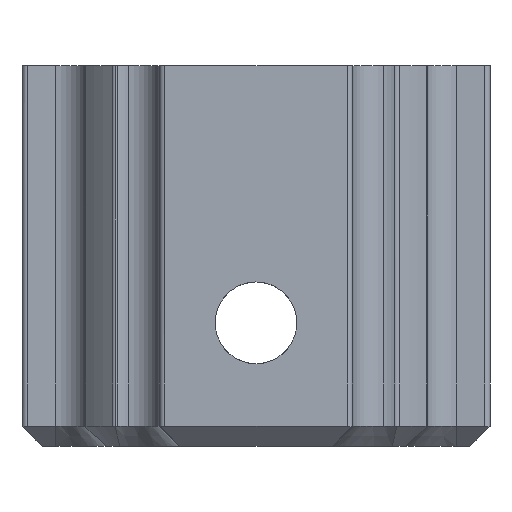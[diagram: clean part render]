
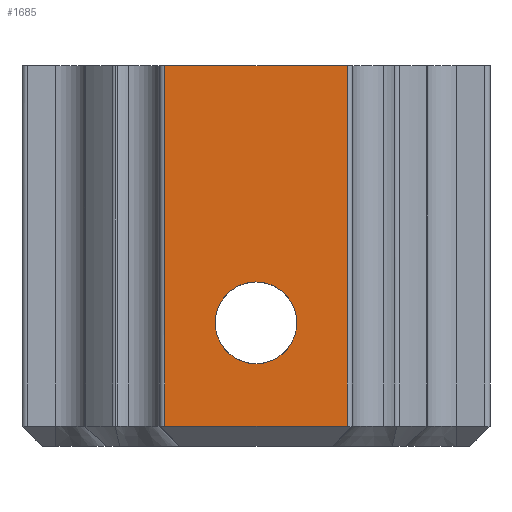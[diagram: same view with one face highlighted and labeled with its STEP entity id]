
A CAD part, left-side view. The second image highlights one B-rep face of the part: STEP entity #1685.
In plain terms, the highlighted planar face has unit normal (-1, 0, 0).
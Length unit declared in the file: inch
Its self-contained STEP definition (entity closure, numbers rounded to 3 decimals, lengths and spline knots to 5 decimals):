
#100 = VERTEX_POINT ( 'NONE', #179 ) ;
#179 = CARTESIAN_POINT ( 'NONE',  ( -0.455, 0., -0.2095 ) ) ;
#311 = CARTESIAN_POINT ( 'NONE',  ( -0.455, -0.17766, 0.37 ) ) ;
#331 = VECTOR ( 'NONE', #2955, 39.37008 ) ;
#377 = EDGE_CURVE ( 'NONE', #100, #1225, #2400, .T. ) ;
#505 = EDGE_CURVE ( 'NONE', #2254, #852, #1152, .T. ) ;
#533 = DIRECTION ( 'NONE',  ( 0., 1., 0. ) ) ;
#556 = FACE_OUTER_BOUND ( 'NONE', #2776, .T. ) ;
#580 = EDGE_CURVE ( 'NONE', #1225, #100, #1099, .T. ) ;
#639 = ORIENTED_EDGE ( 'NONE', *, *, #505, .T. ) ;
#707 = EDGE_LOOP ( 'NONE', ( #1057, #2342 ) ) ;
#763 = CARTESIAN_POINT ( 'NONE',  ( -0.455, 0., 0.37 ) ) ;
#798 = DIRECTION ( 'NONE',  ( -1., 0., 0. ) ) ;
#845 = CARTESIAN_POINT ( 'NONE',  ( -0.455, -0.17766, 0.37 ) ) ;
#852 = VERTEX_POINT ( 'NONE', #2078 ) ;
#859 = DIRECTION ( 'NONE',  ( 0., 0., 1. ) ) ;
#908 = CARTESIAN_POINT ( 'NONE',  ( -0.455, 0.17766, -0.33063 ) ) ;
#931 = CARTESIAN_POINT ( 'NONE',  ( -0.455, 0.17766, 0.37 ) ) ;
#982 = FACE_BOUND ( 'NONE', #707, .T. ) ;
#1057 = ORIENTED_EDGE ( 'NONE', *, *, #580, .F. ) ;
#1058 = CARTESIAN_POINT ( 'NONE',  ( -0.455, 0., 0.37 ) ) ;
#1068 = EDGE_CURVE ( 'NONE', #1749, #2564, #1516, .T. ) ;
#1073 = ORIENTED_EDGE ( 'NONE', *, *, #2018, .T. ) ;
#1099 = CIRCLE ( 'NONE', #2300, 0.0795 ) ;
#1152 = LINE ( 'NONE', #908, #2093 ) ;
#1218 = PLANE ( 'NONE',  #2737 ) ;
#1225 = VERTEX_POINT ( 'NONE', #2807 ) ;
#1275 = LINE ( 'NONE', #1058, #2192 ) ;
#1425 = DIRECTION ( 'NONE',  ( 0., 0., 1. ) ) ;
#1516 = LINE ( 'NONE', #311, #331 ) ;
#1685 = ADVANCED_FACE ( 'NONE', ( #982, #556 ), #1218, .T. ) ;
#1749 = VERTEX_POINT ( 'NONE', #2761 ) ;
#1836 = AXIS2_PLACEMENT_3D ( 'NONE', #2053, #798, #859 ) ;
#1864 = DIRECTION ( 'NONE',  ( 0., 0., -1. ) ) ;
#1921 = DIRECTION ( 'NONE',  ( 0., 0., 1. ) ) ;
#1995 = CARTESIAN_POINT ( 'NONE',  ( -0.455, -0.1875, -0.33063 ) ) ;
#2018 = EDGE_CURVE ( 'NONE', #2564, #2254, #1275, .T. ) ;
#2053 = CARTESIAN_POINT ( 'NONE',  ( -0.455, 0., -0.13 ) ) ;
#2078 = CARTESIAN_POINT ( 'NONE',  ( -0.455, 0.17766, -0.33063 ) ) ;
#2093 = VECTOR ( 'NONE', #1864, 39.37008 ) ;
#2192 = VECTOR ( 'NONE', #533, 39.37008 ) ;
#2254 = VERTEX_POINT ( 'NONE', #931 ) ;
#2300 = AXIS2_PLACEMENT_3D ( 'NONE', #2424, #2679, #1425 ) ;
#2342 = ORIENTED_EDGE ( 'NONE', *, *, #377, .F. ) ;
#2400 = CIRCLE ( 'NONE', #1836, 0.0795 ) ;
#2424 = CARTESIAN_POINT ( 'NONE',  ( -0.455, 0., -0.13 ) ) ;
#2564 = VERTEX_POINT ( 'NONE', #845 ) ;
#2583 = VECTOR ( 'NONE', #2924, 39.37008 ) ;
#2679 = DIRECTION ( 'NONE',  ( -1., 0., 0. ) ) ;
#2710 = LINE ( 'NONE', #1995, #2583 ) ;
#2737 = AXIS2_PLACEMENT_3D ( 'NONE', #763, #2888, #1921 ) ;
#2746 = ORIENTED_EDGE ( 'NONE', *, *, #3109, .T. ) ;
#2761 = CARTESIAN_POINT ( 'NONE',  ( -0.455, -0.17766, -0.33063 ) ) ;
#2776 = EDGE_LOOP ( 'NONE', ( #2746, #2830, #1073, #639 ) ) ;
#2807 = CARTESIAN_POINT ( 'NONE',  ( -0.455, 0., -0.0505 ) ) ;
#2830 = ORIENTED_EDGE ( 'NONE', *, *, #1068, .T. ) ;
#2888 = DIRECTION ( 'NONE',  ( -1., 0., 0. ) ) ;
#2924 = DIRECTION ( 'NONE',  ( 0., -1., 0. ) ) ;
#2955 = DIRECTION ( 'NONE',  ( 0., 0., 1. ) ) ;
#3109 = EDGE_CURVE ( 'NONE', #852, #1749, #2710, .T. ) ;
